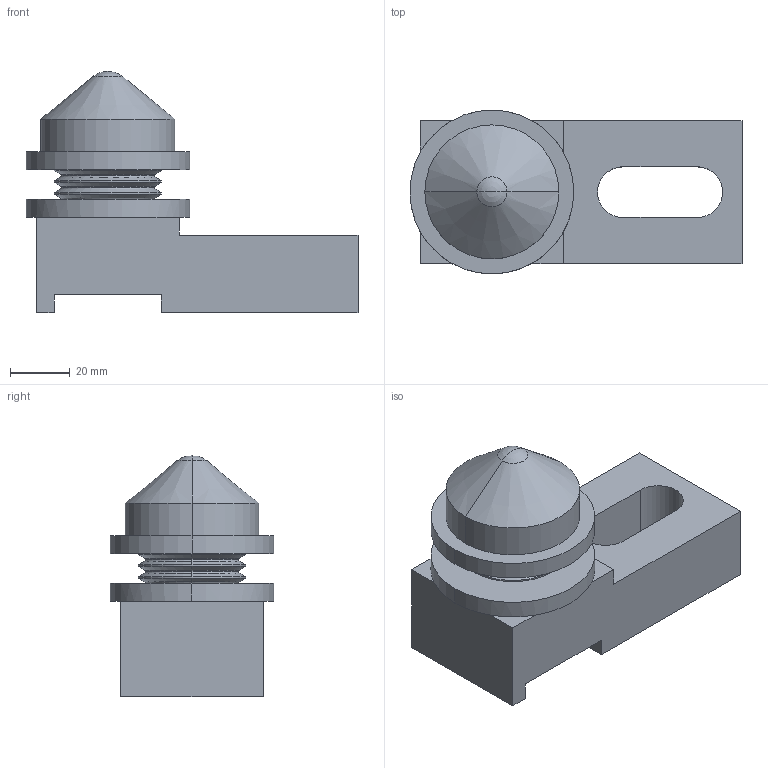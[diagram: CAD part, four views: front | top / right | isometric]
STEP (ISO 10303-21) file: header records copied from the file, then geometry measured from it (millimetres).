
FILE_DESCRIPTION(('STEP AP214'),'1');
FILE_NAME(' ',' ',('TraceParts'),('TraceParts S.A.'),'XStep 1.0',' ',' ');
FILE_SCHEMA(('automotive_design'));
Length unit declared in the file: millimetre
Products named in the file (2): 1; 2
Bounding box: 111.5 x 55 x 81 mm (x, y, z)
Volume: 180292.8 mm3; surface area: 39939.9 mm2
Topology: 2 solids, 2 shells, 189 faces, 392 edges, 209 vertices
Faces by surface type: torus 66, cone 56, cylinder 38, plane 27, sphere 2
Entity records: 9784 total; most frequent: CARTESIAN_POINT 1122, DIRECTION 998, STYLED_ITEM 790, PRESENTATION_STYLE_ASSIGNMENT 790, COLOUR_RGB 790, ORIENTED_EDGE 780, AXIS2_PLACEMENT_3D 429, EDGE_CURVE 390
